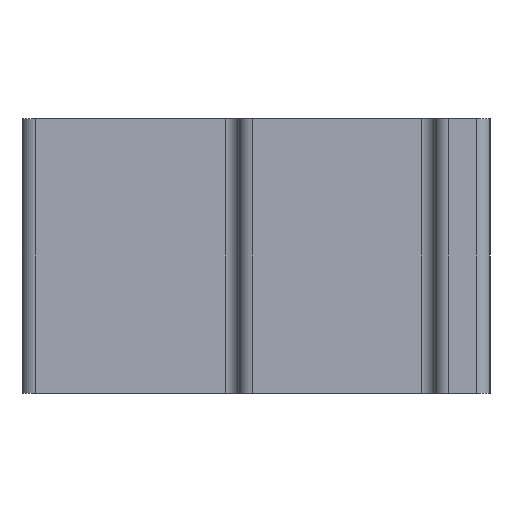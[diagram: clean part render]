
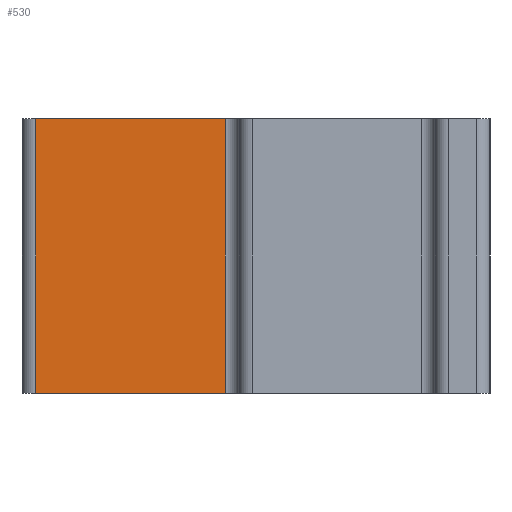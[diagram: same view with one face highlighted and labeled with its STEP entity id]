
A CAD part, left-side view. The second image highlights one B-rep face of the part: STEP entity #530.
In plain terms, the highlighted planar face has unit normal (-1, 0, 0).
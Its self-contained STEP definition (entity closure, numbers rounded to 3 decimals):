
#23=PLANE('',#591);
#42=FACE_OUTER_BOUND('',#71,.T.);
#71=EDGE_LOOP('',(#408,#409,#410,#411));
#98=LINE('',#813,#148);
#116=LINE('',#870,#166);
#117=LINE('',#873,#167);
#118=LINE('',#874,#168);
#148=VECTOR('',#648,10.);
#166=VECTOR('',#700,10.);
#167=VECTOR('',#703,10.);
#168=VECTOR('',#704,10.);
#232=VERTEX_POINT('',#810);
#233=VERTEX_POINT('',#812);
#255=VERTEX_POINT('',#868);
#256=VERTEX_POINT('',#872);
#286=EDGE_CURVE('',#232,#233,#98,.T.);
#315=EDGE_CURVE('',#232,#255,#116,.T.);
#316=EDGE_CURVE('',#256,#255,#117,.T.);
#317=EDGE_CURVE('',#233,#256,#118,.T.);
#408=ORIENTED_EDGE('',*,*,#315,.T.);
#409=ORIENTED_EDGE('',*,*,#316,.F.);
#410=ORIENTED_EDGE('',*,*,#317,.F.);
#411=ORIENTED_EDGE('',*,*,#286,.F.);
#530=ADVANCED_FACE('',(#42),#23,.T.);
#591=AXIS2_PLACEMENT_3D('',#871,#701,#702);
#648=DIRECTION('',(0.,1.,0.));
#700=DIRECTION('',(0.,0.,1.));
#701=DIRECTION('center_axis',(-1.,0.,0.));
#702=DIRECTION('ref_axis',(0.,-1.,0.));
#703=DIRECTION('',(0.,-1.,0.));
#704=DIRECTION('',(0.,0.,1.));
#810=CARTESIAN_POINT('',(-12.993,7.5,-5.));
#812=CARTESIAN_POINT('',(-12.993,14.401,-5.));
#813=CARTESIAN_POINT('',(-12.993,7.5,-5.));
#868=CARTESIAN_POINT('',(-12.993,7.5,5.));
#870=CARTESIAN_POINT('',(-12.993,7.5,0.));
#871=CARTESIAN_POINT('Origin',(-12.993,14.401,0.));
#872=CARTESIAN_POINT('',(-12.993,14.401,5.));
#873=CARTESIAN_POINT('',(-12.993,7.5,5.));
#874=CARTESIAN_POINT('',(-12.993,14.401,0.));
